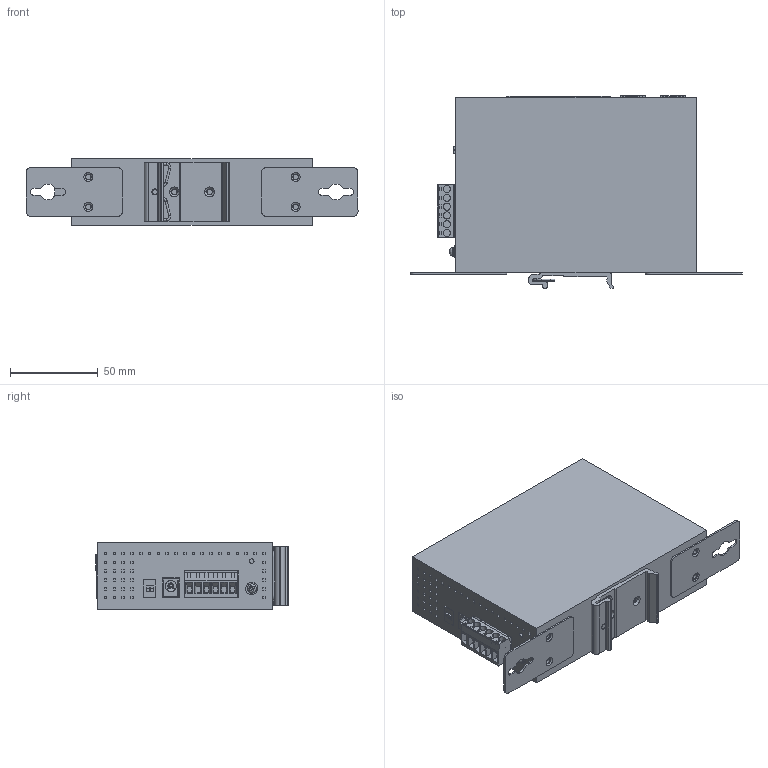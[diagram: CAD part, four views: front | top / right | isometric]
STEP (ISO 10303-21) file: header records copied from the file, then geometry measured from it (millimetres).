
FILE_DESCRIPTION((''),'2;1');
FILE_NAME('TL-SG5210_1_0_ASM','2022-10-11T',('wenjing'),(''),'PRO/ENGINEER BY PARAMETRIC TECHNOLOGY CORPORATION, 2013230','PRO/ENGINEER BY PARAMETRIC TECHNOLOGY CORPORATION, 2013230','');
FILE_SCHEMA(('CONFIG_CONTROL_DESIGN'));
Products named in the file (24): PRT0001_1_2; PRT0024_1_2; 24RJ45_ASM_2_ASM; A_ASM_4_ASM; TOP_ASM_2; PRT0108_2; ASM0006_ASM_3_ASM; ASM0005_ASM_2_ASM; JP-0106-5-SR-H8_5_1_2; ASM0008_ASM_2; R1206_1_ASM_2; DCJ2-DR-14_3X9X10_9_1_2; BOMAKAIGUAN_1X2_1; ASM0003_ASM_1_ASM_4_ASM; B-3D_ASM_3_ASM; FAMALE_JIEXIAN_DUANZITAI_1X6_1; ZUHELUODING_M3X6_1; XINGCAI34_1; TANGHUANG33_1; DAOGUIKAKOU34_ASM_2_ASM; 6031500125-JIAOTIE_1_1; 5210-137X110X38_2; TL-SG5210_ASM_12_ASM; TL-SG5210_1_0_ASM
Assembly tree (41 placements, depth 5):
  TL-SG5210_1_0_ASM
    TL-SG5210_ASM_12_ASM
      A_ASM_4_ASM
        24RJ45_ASM_2_ASM
          PRT0001_1_2
          PRT0024_1_2
      TOP_ASM_2
      ASM0005_ASM_2_ASM
        ASM0006_ASM_3_ASM
          PRT0108_2  x2
      B-3D_ASM_3_ASM
        ASM0003_ASM_1_ASM_4_ASM
          JP-0106-5-SR-H8_5_1_2
          ASM0008_ASM_2  x10
          R1206_1_ASM_2  x8
          DCJ2-DR-14_3X9X10_9_1_2
          BOMAKAIGUAN_1X2_1
      FAMALE_JIEXIAN_DUANZITAI_1X6_1
      ZUHELUODING_M3X6_1
      DAOGUIKAKOU34_ASM_2_ASM
        XINGCAI34_1
        TANGHUANG33_1
      6031500125-JIAOTIE_1_1  x2
      5210-137X110X38_2
Bounding box: 189 x 109.8 x 38 mm (x, y, z)
Volume: 513586.5 mm3; surface area: 106094.6 mm2
Topology: 15 solids, 17 shells, 4908 faces, 12725 edges, 8033 vertices
Faces by surface type: plane 3299, cylinder 1369, bspline 76, torus 66, sphere 38, extrusion 36, cone 24
Entity records: 128886 total; most frequent: CARTESIAN_POINT 27392, ORIENTED_EDGE 21160, DIRECTION 20526, EDGE_CURVE 10580, VECTOR 7932, LINE 7914, VERTEX_POINT 6683, AXIS2_PLACEMENT_3D 6297
